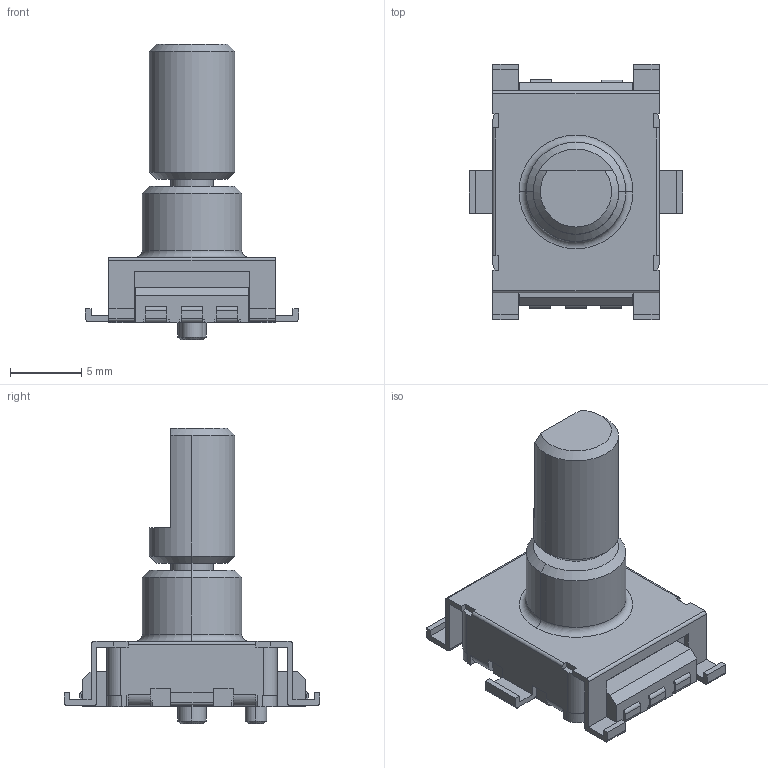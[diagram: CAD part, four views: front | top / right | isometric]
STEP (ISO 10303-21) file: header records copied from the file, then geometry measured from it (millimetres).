
FILE_DESCRIPTION((''),'2;1');
FILE_NAME('PEC11S-9215F-SXXXX','2015-06-25T',('RICKB'),('Bourns, Inc.'),'PRO/ENGINEER BY PARAMETRIC TECHNOLOGY CORPORATION, 2012230','PRO/ENGINEER BY PARAMETRIC TECHNOLOGY CORPORATION, 2012230','');
FILE_SCHEMA(('CONFIG_CONTROL_DESIGN'));
Length unit declared in the file: millimetre
Products named in the file (1): PEC11S-9215F-SXXXX
Bounding box: 15 x 18 x 20.8 mm (x, y, z)
Volume: 897.5 mm3; surface area: 1855.6 mm2
Topology: 2 solids, 2 shells, 665 faces, 1866 edges, 1217 vertices
Faces by surface type: plane 419, cylinder 203, bspline 22, cone 15, torus 6
Entity records: 22986 total; most frequent: CARTESIAN_POINT 5619, ORIENTED_EDGE 3732, DIRECTION 3495, EDGE_CURVE 1866, VECTOR 1327, LINE 1327, VERTEX_POINT 1217, AXIS2_PLACEMENT_3D 1084
